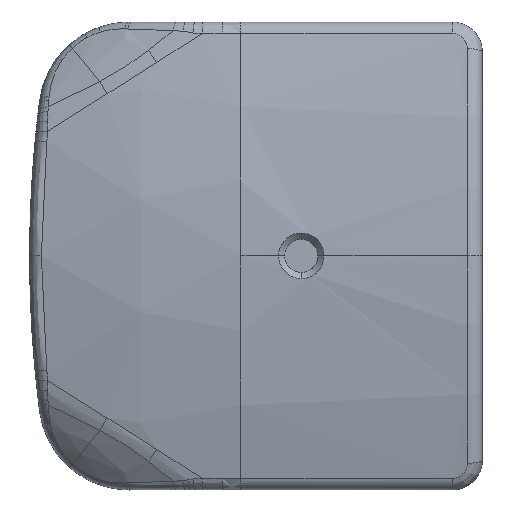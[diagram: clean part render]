
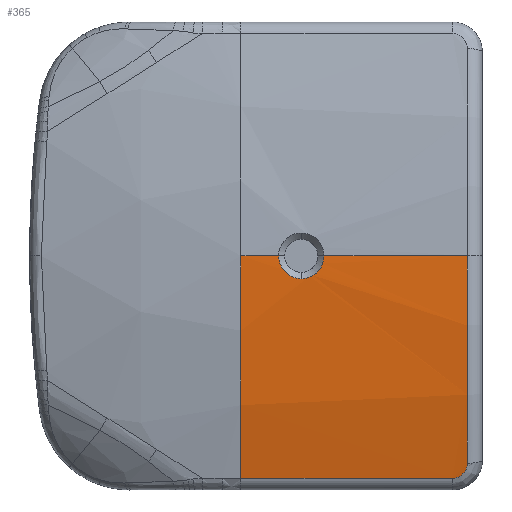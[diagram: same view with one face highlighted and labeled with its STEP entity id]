
A CAD part, top view. The second image highlights one B-rep face of the part: STEP entity #365.
In plain terms, the highlighted cylindrical face has radius 60 mm (diameter 120 mm), a partial arc.
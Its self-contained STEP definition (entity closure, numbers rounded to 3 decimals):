
#27 = VERTEX_POINT ( 'NONE', #991 ) ;
#29 = EDGE_CURVE ( 'NONE', #27, #30, #990, .T. ) ;
#30 = VERTEX_POINT ( 'NONE', #985 ) ;
#365 = ADVANCED_FACE ( 'NONE', ( #1869 ), #1871, .T. ) ;
#366 = EDGE_LOOP ( 'NONE', ( #456, #457, #460, #463, #380, #367, #370, #373 ) ) ;
#367 = ORIENTED_EDGE ( 'NONE', *, *, #368, .T. ) ;
#368 = EDGE_CURVE ( 'NONE', #382, #369, #1915, .T. ) ;
#369 = VERTEX_POINT ( 'NONE', #1910 ) ;
#370 = ORIENTED_EDGE ( 'NONE', *, *, #371, .T. ) ;
#371 = EDGE_CURVE ( 'NONE', #369, #372, #1909, .T. ) ;
#372 = VERTEX_POINT ( 'NONE', #1905 ) ;
#373 = ORIENTED_EDGE ( 'NONE', *, *, #374, .T. ) ;
#374 = EDGE_CURVE ( 'NONE', #372, #30, #1900, .T. ) ;
#378 = EDGE_CURVE ( 'NONE', #462, #379, #1975, .T. ) ;
#379 = VERTEX_POINT ( 'NONE', #1976 ) ;
#380 = ORIENTED_EDGE ( 'NONE', *, *, #381, .T. ) ;
#381 = EDGE_CURVE ( 'NONE', #379, #382, #1974, .T. ) ;
#382 = VERTEX_POINT ( 'NONE', #1956 ) ;
#456 = ORIENTED_EDGE ( 'NONE', *, *, #29, .F. ) ;
#457 = ORIENTED_EDGE ( 'NONE', *, *, #458, .T. ) ;
#458 = EDGE_CURVE ( 'NONE', #27, #459, #2309, .T. ) ;
#459 = VERTEX_POINT ( 'NONE', #2299 ) ;
#460 = ORIENTED_EDGE ( 'NONE', *, *, #461, .T. ) ;
#461 = EDGE_CURVE ( 'NONE', #459, #462, #2296, .T. ) ;
#462 = VERTEX_POINT ( 'NONE', #2297 ) ;
#463 = ORIENTED_EDGE ( 'NONE', *, *, #378, .T. ) ;
#985 = CARTESIAN_POINT ( 'NONE',  ( 29., 1.771, 6.108 ) ) ;
#986 = DIRECTION ( 'NONE',  ( 0., 0., -1. ) ) ;
#987 = DIRECTION ( 'NONE',  ( 1., 0., 0. ) ) ;
#988 = CARTESIAN_POINT ( 'NONE',  ( 29., 15.5, -52.3 ) ) ;
#989 = AXIS2_PLACEMENT_3D ( 'NONE', #988, #987, #986 ) ;
#990 = CIRCLE ( 'NONE', #989, 60. ) ;
#991 = CARTESIAN_POINT ( 'NONE',  ( 29., 15.5, 7.7 ) ) ;
#1869 = FACE_OUTER_BOUND ( 'NONE', #366, .T. ) ;
#1871 = CYLINDRICAL_SURFACE ( 'NONE', #1929, 60. ) ;
#1900 = B_SPLINE_CURVE_WITH_KNOTS ( 'NONE', 3,
 ( #1904, #1903, #1902, #1901, #1949, #1948, #1947, #1946, #1945, #1944, #1943, #1942, #1941, #1940, #1939, #1938, #1937 ),
 .UNSPECIFIED., .F., .F.,
 ( 4, 2, 2, 2, 2, 1, 2, 2, 4 ),
 ( 0., 0.125, 0.188, 0.25, 0.5, 0.625, 0.687, 0.75, 1. ),
 .UNSPECIFIED. ) ;
#1901 = CARTESIAN_POINT ( 'NONE',  ( 28.232, 0.781, 5.867 ) ) ;
#1902 = CARTESIAN_POINT ( 'NONE',  ( 28.134, 0.761, 5.862 ) ) ;
#1903 = CARTESIAN_POINT ( 'NONE',  ( 28.068, 0.754, 5.86 ) ) ;
#1904 = CARTESIAN_POINT ( 'NONE',  ( 28., 0.754, 5.86 ) ) ;
#1905 = CARTESIAN_POINT ( 'NONE',  ( 28., 0.754, 5.86 ) ) ;
#1906 = DIRECTION ( 'NONE',  ( 1., 0., 0. ) ) ;
#1907 = VECTOR ( 'NONE', #1906, 1000. ) ;
#1908 = CARTESIAN_POINT ( 'NONE',  ( 21.5, 0.754, 5.86 ) ) ;
#1909 = LINE ( 'NONE', #1908, #1907 ) ;
#1910 = CARTESIAN_POINT ( 'NONE',  ( 14., 0.754, 5.86 ) ) ;
#1911 = DIRECTION ( 'NONE',  ( 0., 0., -1. ) ) ;
#1912 = DIRECTION ( 'NONE',  ( 1., 0., 0. ) ) ;
#1913 = CARTESIAN_POINT ( 'NONE',  ( 14., 15.5, -52.3 ) ) ;
#1914 = AXIS2_PLACEMENT_3D ( 'NONE', #1913, #1912, #1911 ) ;
#1915 = CIRCLE ( 'NONE', #1914, 60. ) ;
#1916 = DIRECTION ( 'NONE',  ( 0., 0., 1. ) ) ;
#1917 = DIRECTION ( 'NONE',  ( -1., 0., 0. ) ) ;
#1918 = CARTESIAN_POINT ( 'NONE',  ( 29., 15.5, -52.3 ) ) ;
#1929 = AXIS2_PLACEMENT_3D ( 'NONE', #1918, #1917, #1916 ) ;
#1937 = CARTESIAN_POINT ( 'NONE',  ( 29., 1.771, 6.108 ) ) ;
#1938 = CARTESIAN_POINT ( 'NONE',  ( 29., 1.633, 6.076 ) ) ;
#1939 = CARTESIAN_POINT ( 'NONE',  ( 28.974, 1.501, 6.044 ) ) ;
#1940 = CARTESIAN_POINT ( 'NONE',  ( 28.908, 1.343, 6.006 ) ) ;
#1941 = CARTESIAN_POINT ( 'NONE',  ( 28.895, 1.315, 5.999 ) ) ;
#1942 = CARTESIAN_POINT ( 'NONE',  ( 28.864, 1.257, 5.985 ) ) ;
#1943 = CARTESIAN_POINT ( 'NONE',  ( 28.815, 1.174, 5.965 ) ) ;
#1944 = CARTESIAN_POINT ( 'NONE',  ( 28.753, 1.099, 5.946 ) ) ;
#1945 = CARTESIAN_POINT ( 'NONE',  ( 28.615, 0.958, 5.911 ) ) ;
#1946 = CARTESIAN_POINT ( 'NONE',  ( 28.509, 0.885, 5.893 ) ) ;
#1947 = CARTESIAN_POINT ( 'NONE',  ( 28.359, 0.821, 5.877 ) ) ;
#1948 = CARTESIAN_POINT ( 'NONE',  ( 28.327, 0.809, 5.874 ) ) ;
#1949 = CARTESIAN_POINT ( 'NONE',  ( 28.264, 0.789, 5.869 ) ) ;
#1956 = CARTESIAN_POINT ( 'NONE',  ( 14., 15.5, 7.7 ) ) ;
#1957 = CARTESIAN_POINT ( 'NONE',  ( 16.5, 15.5, 7.7 ) ) ;
#1958 = CARTESIAN_POINT ( 'NONE',  ( 16.5, 15.301, 7.7 ) ) ;
#1959 = CARTESIAN_POINT ( 'NONE',  ( 16.539, 15.104, 7.699 ) ) ;
#1960 = CARTESIAN_POINT ( 'NONE',  ( 16.688, 14.741, 7.695 ) ) ;
#1961 = CARTESIAN_POINT ( 'NONE',  ( 16.8, 14.573, 7.693 ) ) ;
#1962 = CARTESIAN_POINT ( 'NONE',  ( 17.007, 14.364, 7.689 ) ) ;
#1963 = CARTESIAN_POINT ( 'NONE',  ( 17.084, 14.3, 7.688 ) ) ;
#1964 = CARTESIAN_POINT ( 'NONE',  ( 17.247, 14.19, 7.686 ) ) ;
#1965 = CARTESIAN_POINT ( 'NONE',  ( 17.333, 14.143, 7.685 ) ) ;
#1966 = CARTESIAN_POINT ( 'NONE',  ( 17.515, 14.067, 7.683 ) ) ;
#1967 = CARTESIAN_POINT ( 'NONE',  ( 17.611, 14.038, 7.682 ) ) ;
#1968 = CARTESIAN_POINT ( 'NONE',  ( 17.803, 14., 7.681 ) ) ;
#1969 = CARTESIAN_POINT ( 'NONE',  ( 17.901, 13.99, 7.681 ) ) ;
#1970 = CARTESIAN_POINT ( 'NONE',  ( 18., 13.99, 7.681 ) ) ;
#1971 = DIRECTION ( 'NONE',  ( -1., 0., 0. ) ) ;
#1972 = VECTOR ( 'NONE', #1971, 1000. ) ;
#1973 = CARTESIAN_POINT ( 'NONE',  ( 29., 15.5, 7.7 ) ) ;
#1974 = LINE ( 'NONE', #1973, #1972 ) ;
#1975 = B_SPLINE_CURVE_WITH_KNOTS ( 'NONE', 3,
 ( #1970, #1969, #1968, #1967, #1966, #1965, #1964, #1963, #1962, #1961, #1960, #1959, #1958, #1957 ),
 .UNSPECIFIED., .F., .F.,
 ( 4, 2, 2, 2, 2, 2, 4 ),
 ( 0., 0., 0.001, 0.001, 0.001, 0.002, 0.002 ),
 .UNSPECIFIED. ) ;
#1976 = CARTESIAN_POINT ( 'NONE',  ( 16.5, 15.5, 7.7 ) ) ;
#2294 = CARTESIAN_POINT ( 'NONE',  ( 19.5, 15.401, 7.7 ) ) ;
#2295 = CARTESIAN_POINT ( 'NONE',  ( 19.5, 15.5, 7.7 ) ) ;
#2296 = B_SPLINE_CURVE_WITH_KNOTS ( 'NONE', 3,
 ( #2295, #2294, #2339, #2338, #2337, #2336, #2335, #2334, #2333, #2332, #2331, #2330, #2329, #2328 ),
 .UNSPECIFIED., .F., .F.,
 ( 4, 2, 2, 2, 2, 2, 4 ),
 ( 0., 0., 0.001, 0.001, 0.001, 0.002, 0.002 ),
 .UNSPECIFIED. ) ;
#2297 = CARTESIAN_POINT ( 'NONE',  ( 18., 13.99, 7.681 ) ) ;
#2299 = CARTESIAN_POINT ( 'NONE',  ( 19.5, 15.5, 7.7 ) ) ;
#2300 = DIRECTION ( 'NONE',  ( -1., 0., 0. ) ) ;
#2301 = VECTOR ( 'NONE', #2300, 1000. ) ;
#2302 = CARTESIAN_POINT ( 'NONE',  ( 29., 15.5, 7.7 ) ) ;
#2309 = LINE ( 'NONE', #2302, #2301 ) ;
#2328 = CARTESIAN_POINT ( 'NONE',  ( 18., 13.99, 7.681 ) ) ;
#2329 = CARTESIAN_POINT ( 'NONE',  ( 18.199, 13.99, 7.681 ) ) ;
#2330 = CARTESIAN_POINT ( 'NONE',  ( 18.396, 14.03, 7.682 ) ) ;
#2331 = CARTESIAN_POINT ( 'NONE',  ( 18.758, 14.182, 7.686 ) ) ;
#2332 = CARTESIAN_POINT ( 'NONE',  ( 18.925, 14.295, 7.688 ) ) ;
#2333 = CARTESIAN_POINT ( 'NONE',  ( 19.132, 14.504, 7.692 ) ) ;
#2334 = CARTESIAN_POINT ( 'NONE',  ( 19.195, 14.582, 7.693 ) ) ;
#2335 = CARTESIAN_POINT ( 'NONE',  ( 19.304, 14.746, 7.695 ) ) ;
#2336 = CARTESIAN_POINT ( 'NONE',  ( 19.35, 14.832, 7.696 ) ) ;
#2337 = CARTESIAN_POINT ( 'NONE',  ( 19.424, 15.015, 7.698 ) ) ;
#2338 = CARTESIAN_POINT ( 'NONE',  ( 19.453, 15.111, 7.699 ) ) ;
#2339 = CARTESIAN_POINT ( 'NONE',  ( 19.491, 15.303, 7.7 ) ) ;
